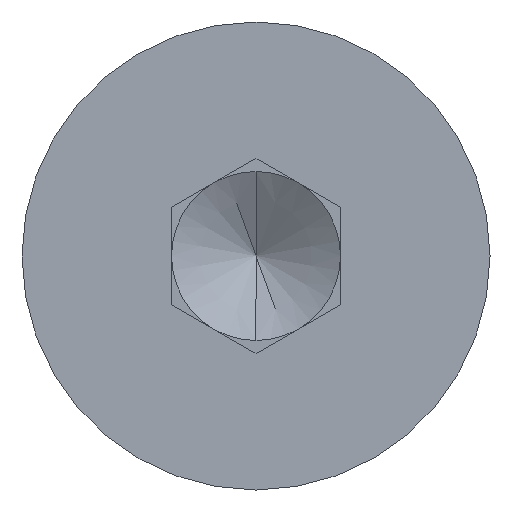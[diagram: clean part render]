
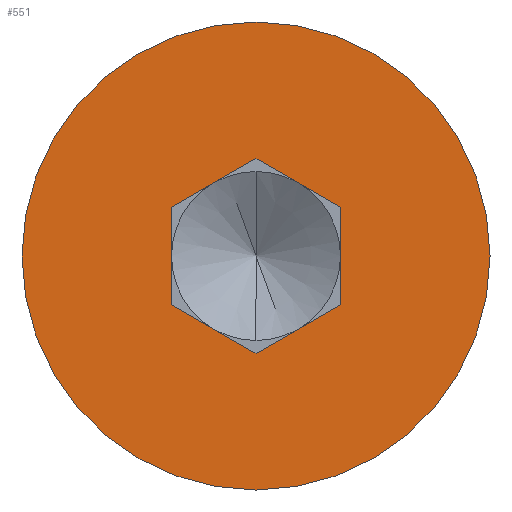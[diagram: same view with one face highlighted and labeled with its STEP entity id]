
A CAD part, left-side view. The second image highlights one B-rep face of the part: STEP entity #551.
In plain terms, the highlighted planar face has unit normal (-1, 0, 0).
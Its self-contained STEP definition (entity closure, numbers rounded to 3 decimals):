
#20 = EDGE_CURVE ( 'NONE', #273, #25, #227, .T. ) ;
#23 = CARTESIAN_POINT ( 'NONE',  ( 0., 0., -2.77 ) ) ;
#25 = VERTEX_POINT ( 'NONE', #177 ) ;
#29 = CIRCLE ( 'NONE', #430, 2.77 ) ;
#31 = EDGE_LOOP ( 'NONE', ( #293, #546, #151, #269, #354, #193 ) ) ;
#34 = EDGE_CURVE ( 'NONE', #313, #353, #251, .T. ) ;
#44 = CARTESIAN_POINT ( 'NONE',  ( 0., -1., 0.577 ) ) ;
#67 = CARTESIAN_POINT ( 'NONE',  ( 0., 1., 0.577 ) ) ;
#80 = DIRECTION ( 'NONE',  ( 1., 0., 0. ) ) ;
#94 = VECTOR ( 'NONE', #242, 1000. ) ;
#97 = ORIENTED_EDGE ( 'NONE', *, *, #318, .T. ) ;
#110 = DIRECTION ( 'NONE',  ( 0., 0., -1. ) ) ;
#136 = VECTOR ( 'NONE', #685, 1000. ) ;
#143 = DIRECTION ( 'NONE',  ( 0., 0.866, 0.5 ) ) ;
#144 = CARTESIAN_POINT ( 'NONE',  ( 0., 0., 1.155 ) ) ;
#150 = VERTEX_POINT ( 'NONE', #23 ) ;
#151 = ORIENTED_EDGE ( 'NONE', *, *, #520, .T. ) ;
#165 = VECTOR ( 'NONE', #243, 1000. ) ;
#177 = CARTESIAN_POINT ( 'NONE',  ( 0., 0., -1.155 ) ) ;
#182 = CARTESIAN_POINT ( 'NONE',  ( 0., 0., 2.77 ) ) ;
#185 = VECTOR ( 'NONE', #143, 1000. ) ;
#186 = CARTESIAN_POINT ( 'NONE',  ( 0., 0., 0. ) ) ;
#193 = ORIENTED_EDGE ( 'NONE', *, *, #569, .T. ) ;
#198 = PLANE ( 'NONE',  #382 ) ;
#219 = VERTEX_POINT ( 'NONE', #182 ) ;
#227 = LINE ( 'NONE', #614, #136 ) ;
#238 = VERTEX_POINT ( 'NONE', #244 ) ;
#242 = DIRECTION ( 'NONE',  ( 0., -0.866, 0.5 ) ) ;
#243 = DIRECTION ( 'NONE',  ( 0., 0., 1. ) ) ;
#244 = CARTESIAN_POINT ( 'NONE',  ( 0., -1., 0.577 ) ) ;
#246 = DIRECTION ( 'NONE',  ( 0., 0., -1. ) ) ;
#249 = CARTESIAN_POINT ( 'NONE',  ( 0., 0., 0. ) ) ;
#251 = LINE ( 'NONE', #278, #94 ) ;
#269 = ORIENTED_EDGE ( 'NONE', *, *, #34, .T. ) ;
#273 = VERTEX_POINT ( 'NONE', #663 ) ;
#278 = CARTESIAN_POINT ( 'NONE',  ( 0., 1., 0.577 ) ) ;
#293 = ORIENTED_EDGE ( 'NONE', *, *, #20, .T. ) ;
#296 = DIRECTION ( 'NONE',  ( 0., 0., -1. ) ) ;
#313 = VERTEX_POINT ( 'NONE', #67 ) ;
#318 = EDGE_CURVE ( 'NONE', #219, #150, #434, .T. ) ;
#327 = LINE ( 'NONE', #531, #185 ) ;
#347 = LINE ( 'NONE', #44, #684 ) ;
#353 = VERTEX_POINT ( 'NONE', #459 ) ;
#354 = ORIENTED_EDGE ( 'NONE', *, *, #484, .T. ) ;
#366 = EDGE_LOOP ( 'NONE', ( #647, #97 ) ) ;
#368 = FACE_BOUND ( 'NONE', #31, .T. ) ;
#382 = AXIS2_PLACEMENT_3D ( 'NONE', #671, #80, #470 ) ;
#425 = VECTOR ( 'NONE', #638, 1000. ) ;
#430 = AXIS2_PLACEMENT_3D ( 'NONE', #186, #587, #246 ) ;
#434 = CIRCLE ( 'NONE', #481, 2.77 ) ;
#458 = LINE ( 'NONE', #662, #165 ) ;
#459 = CARTESIAN_POINT ( 'NONE',  ( 0., 0., 1.155 ) ) ;
#470 = DIRECTION ( 'NONE',  ( 0., 0., 1. ) ) ;
#481 = AXIS2_PLACEMENT_3D ( 'NONE', #249, #630, #296 ) ;
#484 = EDGE_CURVE ( 'NONE', #353, #238, #642, .T. ) ;
#496 = FACE_OUTER_BOUND ( 'NONE', #366, .T. ) ;
#517 = EDGE_CURVE ( 'NONE', #150, #219, #29, .T. ) ;
#520 = EDGE_CURVE ( 'NONE', #557, #313, #458, .T. ) ;
#531 = CARTESIAN_POINT ( 'NONE',  ( 0., 0., -1.155 ) ) ;
#546 = ORIENTED_EDGE ( 'NONE', *, *, #553, .T. ) ;
#551 = ADVANCED_FACE ( 'NONE', ( #496, #368 ), #198, .F. ) ;
#553 = EDGE_CURVE ( 'NONE', #25, #557, #327, .T. ) ;
#557 = VERTEX_POINT ( 'NONE', #562 ) ;
#562 = CARTESIAN_POINT ( 'NONE',  ( 0., 1., -0.577 ) ) ;
#569 = EDGE_CURVE ( 'NONE', #238, #273, #347, .T. ) ;
#587 = DIRECTION ( 'NONE',  ( -1., 0., 0. ) ) ;
#614 = CARTESIAN_POINT ( 'NONE',  ( 0., -1., -0.577 ) ) ;
#630 = DIRECTION ( 'NONE',  ( -1., 0., 0. ) ) ;
#638 = DIRECTION ( 'NONE',  ( 0., -0.866, -0.5 ) ) ;
#642 = LINE ( 'NONE', #144, #425 ) ;
#647 = ORIENTED_EDGE ( 'NONE', *, *, #517, .T. ) ;
#662 = CARTESIAN_POINT ( 'NONE',  ( 0., 1., -0.577 ) ) ;
#663 = CARTESIAN_POINT ( 'NONE',  ( 0., -1., -0.577 ) ) ;
#671 = CARTESIAN_POINT ( 'NONE',  ( 0., 0., 0. ) ) ;
#684 = VECTOR ( 'NONE', #110, 1000. ) ;
#685 = DIRECTION ( 'NONE',  ( 0., 0.866, -0.5 ) ) ;
